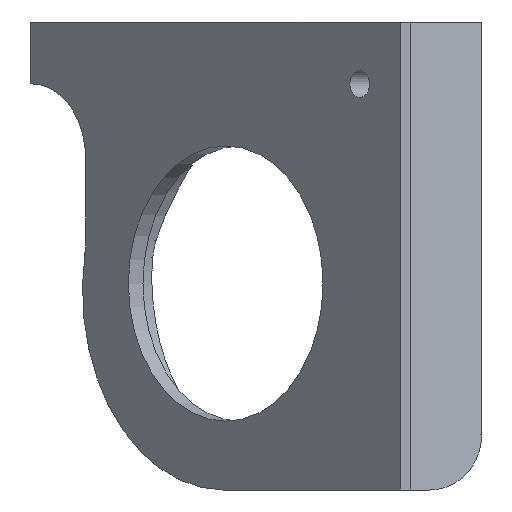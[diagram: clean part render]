
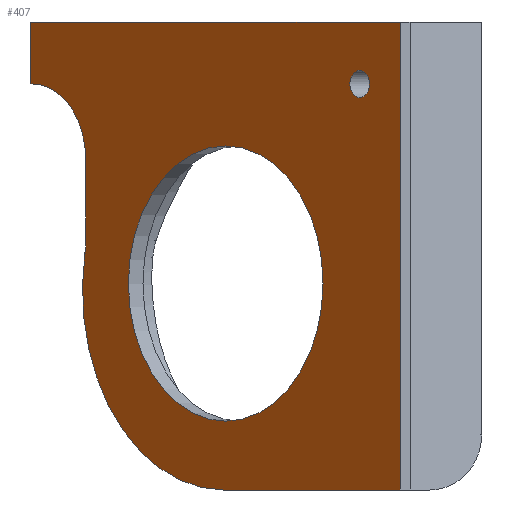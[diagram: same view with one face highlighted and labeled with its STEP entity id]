
A CAD part, left-side view. The second image highlights one B-rep face of the part: STEP entity #407.
In plain terms, the highlighted planar face has unit normal (-0.707, 0.707, 0).
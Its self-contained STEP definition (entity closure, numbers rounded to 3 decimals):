
#37=FACE_BOUND('',#93,.T.);
#38=FACE_BOUND('',#94,.T.);
#45=CIRCLE('',#447,10.);
#47=CIRCLE('',#452,5.5);
#48=CIRCLE('',#453,5.5);
#49=CIRCLE('',#454,14.525);
#50=CIRCLE('',#455,1.);
#67=FACE_OUTER_BOUND('',#92,.T.);
#92=EDGE_LOOP('',(#302,#303,#304,#305,#306,#307,#308,#309,#310));
#93=EDGE_LOOP('',(#311));
#94=EDGE_LOOP('',(#312));
#123=LINE('',#635,#154);
#128=LINE('',#651,#159);
#129=LINE('',#654,#160);
#130=LINE('',#656,#161);
#131=LINE('',#658,#162);
#132=LINE('',#662,#163);
#154=VECTOR('',#508,10.);
#159=VECTOR('',#525,10.);
#160=VECTOR('',#528,10.);
#161=VECTOR('',#529,10.);
#162=VECTOR('',#530,10.);
#163=VECTOR('',#533,10.);
#188=VERTEX_POINT('',#632);
#189=VERTEX_POINT('',#634);
#192=VERTEX_POINT('',#642);
#194=VERTEX_POINT('',#649);
#195=VERTEX_POINT('',#653);
#196=VERTEX_POINT('',#655);
#197=VERTEX_POINT('',#657);
#198=VERTEX_POINT('',#659);
#199=VERTEX_POINT('',#661);
#200=VERTEX_POINT('',#663);
#201=VERTEX_POINT('',#666);
#228=EDGE_CURVE('',#189,#188,#123,.T.);
#233=EDGE_CURVE('',#192,#192,#45,.T.);
#236=EDGE_CURVE('',#188,#194,#128,.T.);
#237=EDGE_CURVE('',#194,#195,#129,.T.);
#238=EDGE_CURVE('',#195,#196,#130,.T.);
#239=EDGE_CURVE('',#196,#197,#131,.T.);
#240=EDGE_CURVE('',#197,#198,#47,.T.);
#241=EDGE_CURVE('',#198,#199,#132,.T.);
#242=EDGE_CURVE('',#199,#200,#48,.T.);
#243=EDGE_CURVE('',#200,#189,#49,.T.);
#244=EDGE_CURVE('',#201,#201,#50,.T.);
#302=ORIENTED_EDGE('',*,*,#236,.T.);
#303=ORIENTED_EDGE('',*,*,#237,.T.);
#304=ORIENTED_EDGE('',*,*,#238,.T.);
#305=ORIENTED_EDGE('',*,*,#239,.T.);
#306=ORIENTED_EDGE('',*,*,#240,.T.);
#307=ORIENTED_EDGE('',*,*,#241,.T.);
#308=ORIENTED_EDGE('',*,*,#242,.T.);
#309=ORIENTED_EDGE('',*,*,#243,.T.);
#310=ORIENTED_EDGE('',*,*,#228,.T.);
#311=ORIENTED_EDGE('',*,*,#233,.T.);
#312=ORIENTED_EDGE('',*,*,#244,.T.);
#396=PLANE('',#451);
#407=ADVANCED_FACE('',(#67,#37,#38),#396,.F.);
#447=AXIS2_PLACEMENT_3D('',#644,#516,#517);
#451=AXIS2_PLACEMENT_3D('',#652,#526,#527);
#452=AXIS2_PLACEMENT_3D('',#660,#531,#532);
#453=AXIS2_PLACEMENT_3D('',#664,#534,#535);
#454=AXIS2_PLACEMENT_3D('',#665,#536,#537);
#455=AXIS2_PLACEMENT_3D('',#667,#538,#539);
#508=DIRECTION('',(-0.707,-0.707,0.));
#516=DIRECTION('center_axis',(0.707,-0.707,0.));
#517=DIRECTION('ref_axis',(0.,0.,1.));
#525=DIRECTION('',(0.,0.,1.));
#526=DIRECTION('center_axis',(0.707,-0.707,0.));
#527=DIRECTION('ref_axis',(0.,0.,1.));
#528=DIRECTION('',(0.707,0.707,0.));
#529=DIRECTION('',(0.,0.,-1.));
#530=DIRECTION('',(-0.707,-0.707,0.));
#531=DIRECTION('center_axis',(0.707,-0.707,0.));
#532=DIRECTION('ref_axis',(-0.5,-0.5,0.707));
#533=DIRECTION('',(0.,0.,-1.));
#534=DIRECTION('center_axis',(0.707,-0.707,0.));
#535=DIRECTION('ref_axis',(-0.704,-0.704,-0.091));
#536=DIRECTION('center_axis',(-0.707,0.707,0.));
#537=DIRECTION('ref_axis',(0.69,0.69,0.22));
#538=DIRECTION('center_axis',(0.707,-0.707,0.));
#539=DIRECTION('ref_axis',(0.,0.,-1.));
#632=CARTESIAN_POINT('',(-1830.,1765.865,47.3));
#634=CARTESIAN_POINT('',(-1817.188,1778.677,47.3));
#635=CARTESIAN_POINT('',(-1823.337,1772.528,47.3));
#642=CARTESIAN_POINT('',(-1817.318,1778.546,52.3));
#644=CARTESIAN_POINT('Origin',(-1817.318,1778.546,62.3));
#649=CARTESIAN_POINT('',(-1830.,1765.865,81.3));
#651=CARTESIAN_POINT('',(-1830.,1765.865,54.8));
#652=CARTESIAN_POINT('Origin',(-1815.259,1780.605,62.3));
#653=CARTESIAN_POINT('',(-1803.13,1792.735,81.3));
#654=CARTESIAN_POINT('',(-1831.414,1764.451,81.3));
#655=CARTESIAN_POINT('',(-1803.13,1792.735,76.8));
#656=CARTESIAN_POINT('',(-1803.13,1792.735,81.3));
#657=CARTESIAN_POINT('',(-1803.262,1792.602,76.8));
#658=CARTESIAN_POINT('',(-1811.559,1784.306,76.8));
#659=CARTESIAN_POINT('',(-1807.151,1788.713,71.3));
#660=CARTESIAN_POINT('Origin',(-1803.262,1792.602,71.3));
#661=CARTESIAN_POINT('',(-1807.151,1788.713,65.452));
#662=CARTESIAN_POINT('',(-1807.151,1788.713,63.55));
#663=CARTESIAN_POINT('',(-1807.087,1788.778,64.456));
#664=CARTESIAN_POINT('Origin',(-1803.262,1792.602,65.452));
#665=CARTESIAN_POINT('Origin',(-1817.188,1778.677,61.825));
#666=CARTESIAN_POINT('',(-1827.05,1768.815,77.8));
#667=CARTESIAN_POINT('Origin',(-1827.05,1768.815,76.8));
